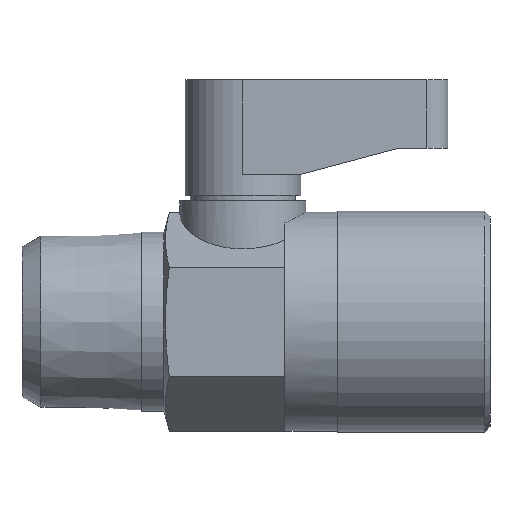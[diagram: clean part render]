
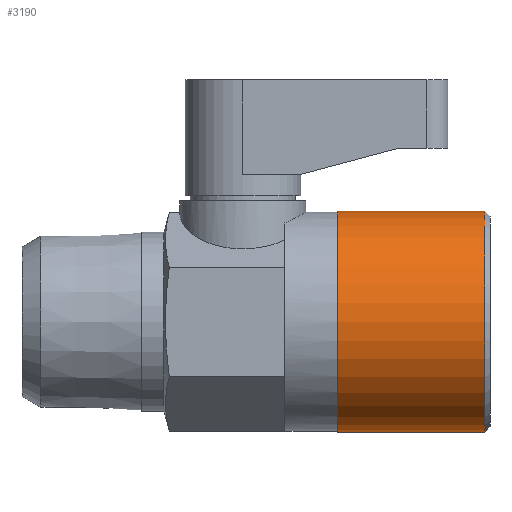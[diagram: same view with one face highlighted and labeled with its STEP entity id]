
A CAD part, front view. The second image highlights one B-rep face of the part: STEP entity #3190.
In plain terms, the highlighted cylindrical face has radius 10.5 mm (diameter 21 mm), a full revolution.
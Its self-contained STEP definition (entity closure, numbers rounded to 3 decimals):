
#1219=ORIENTED_EDGE('',*,*,#1478,.F.);
#1220=ORIENTED_EDGE('',*,*,#1480,.T.);
#1333=CIRCLE('',#3079,10.5);
#1335=CIRCLE('',#3082,10.5);
#1391=VERTEX_POINT('',#2076);
#1393=VERTEX_POINT('',#2081);
#1478=EDGE_CURVE('',#1391,#1391,#1333,.T.);
#1480=EDGE_CURVE('',#1393,#1393,#1335,.T.);
#1559=EDGE_LOOP('',(#1219));
#1560=EDGE_LOOP('',(#1220));
#1652=FACE_BOUND('',#1559,.T.);
#1653=FACE_BOUND('',#1560,.T.);
#1819=DIRECTION('',(-1.,0.,0.));
#1820=DIRECTION('',(0.,0.,-10.5));
#1823=DIRECTION('',(-1.,0.,0.));
#1824=DIRECTION('',(0.,1.,0.));
#1825=DIRECTION('',(-1.,0.,0.));
#1826=DIRECTION('',(0.,0.,10.5));
#2076=CARTESIAN_POINT('',(40.085,26.787,-10.5));
#2077=CARTESIAN_POINT('',(40.085,26.787,0.));
#2080=CARTESIAN_POINT('',(54.085,26.787,0.));
#2081=CARTESIAN_POINT('',(54.085,26.787,10.5));
#2082=CARTESIAN_POINT('',(54.085,26.787,0.));
#3079=AXIS2_PLACEMENT_3D('',#2077,#1819,#1820);
#3081=AXIS2_PLACEMENT_3D('',#2080,#1823,#1824);
#3082=AXIS2_PLACEMENT_3D('',#2082,#1825,#1826);
#3157=CYLINDRICAL_SURFACE('',#3081,10.5);
#3190=ADVANCED_FACE('',(#1652,#1653),#3157,.T.);
